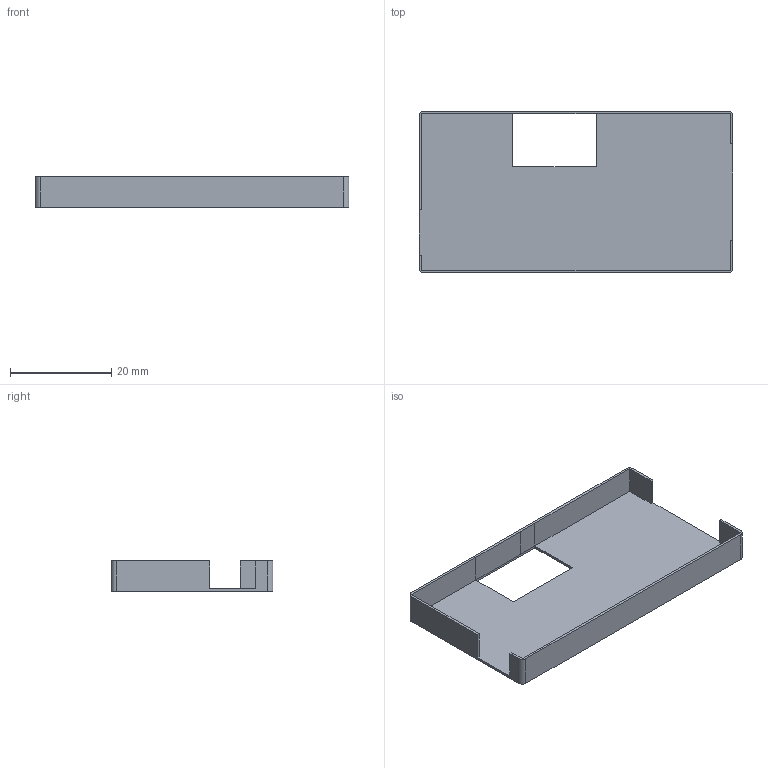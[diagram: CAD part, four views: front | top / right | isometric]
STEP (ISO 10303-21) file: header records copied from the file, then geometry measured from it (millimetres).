
FILE_DESCRIPTION(('FreeCAD Model'),'2;1');
FILE_NAME('Open CASCADE Shape Model','2024-06-07T19:59:22',(''),(''), 'Open CASCADE STEP processor 7.6','FreeCAD','Unknown');
FILE_SCHEMA(('AUTOMOTIVE_DESIGN { 1 0 10303 214 1 1 1 1 }'));
Length unit declared in the file: millimetre
Products named in the file (1): LEDCutoutSketch001
Bounding box: 62 x 32 x 6 mm (x, y, z)
Volume: 1334.7 mm3; surface area: 5479.5 mm2
Topology: 1 solids, 1 shells, 29 faces, 80 edges, 52 vertices
Faces by surface type: plane 25, cylinder 4
Entity records: 936 total; most frequent: CARTESIAN_POINT 162, ORIENTED_EDGE 160, DIRECTION 148, EDGE_CURVE 80, LINE 72, VECTOR 72, VERTEX_POINT 52, AXIS2_PLACEMENT_3D 38
